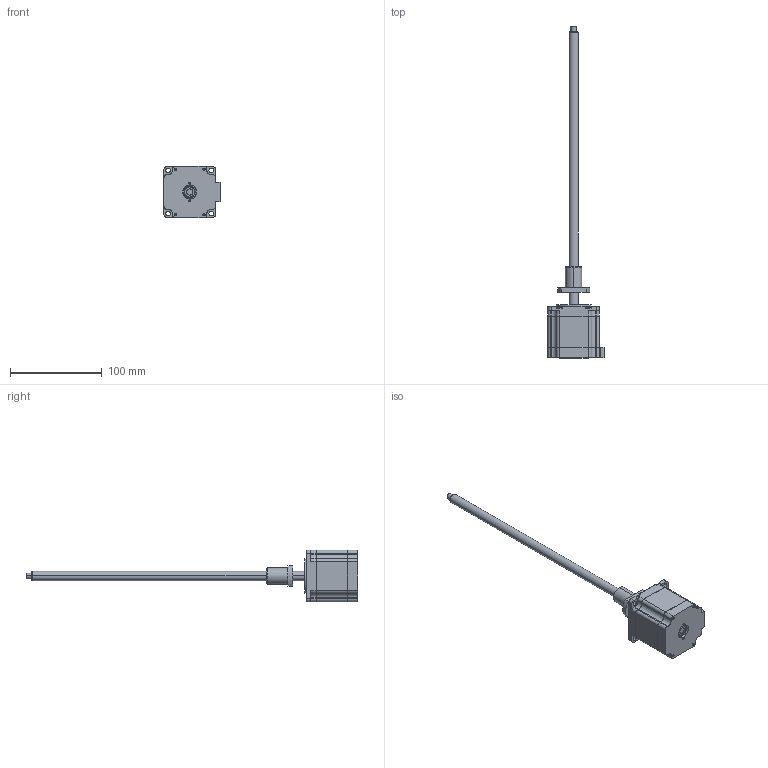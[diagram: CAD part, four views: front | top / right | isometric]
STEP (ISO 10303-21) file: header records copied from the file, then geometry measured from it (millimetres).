
FILE_DESCRIPTION (( 'STEP AP203' ), '1' );
FILE_NAME ('BE238S-B1002-300-AK1-S-220.STEP', '2019-04-14T07:55:51', ( 'Sky123.Org' ), ( 'Sky123.Org' ), 'SwSTEP 2.0', 'SolidWorks 2014', '' );
FILE_SCHEMA (( 'CONFIG_CONTROL_DESIGN' ));
Length unit declared in the file: millimetre
Products named in the file (1): BE238S-B1002-300-AK1-S-220
Bounding box: 61.2 x 362.5 x 56.2 mm (x, y, z)
Surface area: 39895 mm2 (no closed solid volume)
Topology: 0 solids, 26 shells, 332 faces, 1087 edges, 757 vertices
Faces by surface type: plane 151, cylinder 108, cone 61, sphere 8, torus 4
Entity records: 12296 total; most frequent: CARTESIAN_POINT 2652, DIRECTION 2072, ORIENTED_EDGE 1762, EDGE_CURVE 1087, VERTEX_POINT 757, AXIS2_PLACEMENT_3D 731, LINE 610, VECTOR 610
